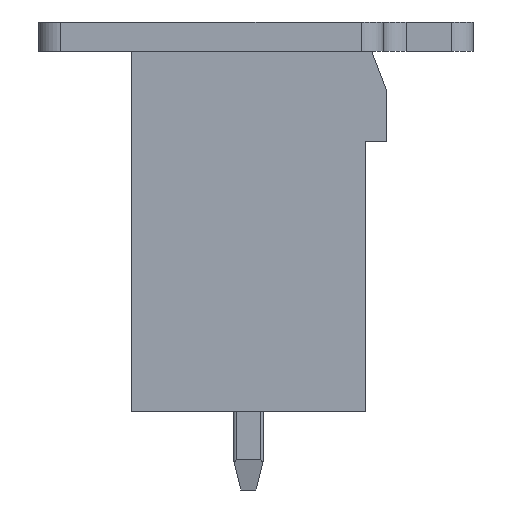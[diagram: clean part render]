
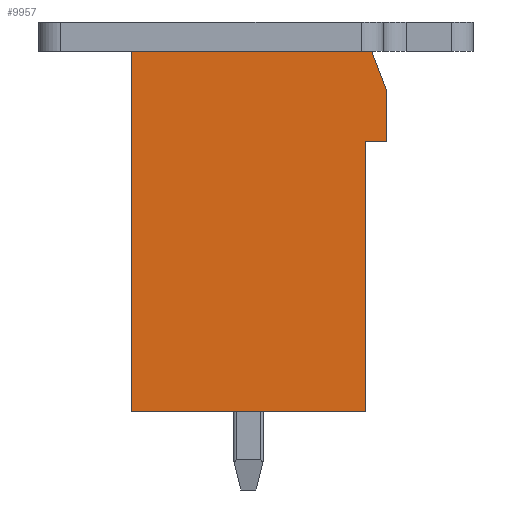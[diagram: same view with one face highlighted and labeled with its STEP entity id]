
A CAD part, left-side view. The second image highlights one B-rep face of the part: STEP entity #9957.
In plain terms, the highlighted planar face has unit normal (-1, 0, 0).
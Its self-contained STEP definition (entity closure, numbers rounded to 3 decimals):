
#2973=ORIENTED_EDGE('',*,*,#3757,.T.);
#2974=ORIENTED_EDGE('',*,*,#3800,.T.);
#2975=ORIENTED_EDGE('',*,*,#3826,.T.);
#2976=ORIENTED_EDGE('',*,*,#3269,.T.);
#2977=ORIENTED_EDGE('',*,*,#3842,.T.);
#2978=ORIENTED_EDGE('',*,*,#3839,.T.);
#2979=ORIENTED_EDGE('',*,*,#3838,.T.);
#3269=EDGE_CURVE('',#4672,#4671,#5575,.T.);
#3757=EDGE_CURVE('',#5082,#5084,#6001,.T.);
#3800=EDGE_CURVE('',#5084,#5108,#6036,.T.);
#3826=EDGE_CURVE('',#5108,#4672,#6062,.T.);
#3838=EDGE_CURVE('',#5126,#5082,#6074,.T.);
#3839=EDGE_CURVE('',#5127,#5126,#6075,.T.);
#3842=EDGE_CURVE('',#4671,#5127,#6078,.T.);
#4671=VERTEX_POINT('',#13441);
#4672=VERTEX_POINT('',#13443);
#5082=VERTEX_POINT('',#14456);
#5084=VERTEX_POINT('',#14460);
#5108=VERTEX_POINT('',#14533);
#5126=VERTEX_POINT('',#14582);
#5127=VERTEX_POINT('',#14595);
#5575=LINE('',#13442,#6705);
#6001=LINE('',#14461,#7131);
#6036=LINE('',#14534,#7166);
#6062=LINE('',#14577,#7192);
#6074=LINE('',#14592,#7204);
#6075=LINE('',#14594,#7205);
#6078=LINE('',#14600,#7208);
#6705=VECTOR('',#10808,1000.);
#7131=VECTOR('',#11482,1000.);
#7166=VECTOR('',#11545,1000.);
#7192=VECTOR('',#11573,1000.);
#7204=VECTOR('',#11587,1000.);
#7205=VECTOR('',#11590,1000.);
#7208=VECTOR('',#11595,1000.);
#8378=EDGE_LOOP('',(#2973,#2974,#2975,#2976,#2977,#2978,#2979));
#8984=FACE_BOUND('',#8378,.T.);
#9422=PLANE('',#10702);
#9957=ADVANCED_FACE('',(#8984),#9422,.T.);
#10702=AXIS2_PLACEMENT_3D('',#16242,#13131,#13132);
#10808=DIRECTION('',(0.,-1.,0.));
#11482=DIRECTION('',(0.,0.359,0.933));
#11545=DIRECTION('',(0.,1.,0.));
#11573=DIRECTION('',(0.,0.,-1.));
#11587=DIRECTION('',(0.,0.,1.));
#11590=DIRECTION('',(0.,-1.,0.));
#11595=DIRECTION('',(0.,0.,1.));
#13131=DIRECTION('',(-1.,0.,0.));
#13132=DIRECTION('',(0.,0.,1.));
#13441=CARTESIAN_POINT('',(-21.02,0.7,-6.));
#13442=CARTESIAN_POINT('',(-21.02,8.5,-6.));
#13443=CARTESIAN_POINT('',(-21.02,8.5,-6.));
#14456=CARTESIAN_POINT('',(-21.02,0.,4.7));
#14460=CARTESIAN_POINT('',(-21.02,0.5,6.));
#14461=CARTESIAN_POINT('',(-21.02,0.,4.7));
#14533=CARTESIAN_POINT('',(-21.02,8.5,6.));
#14534=CARTESIAN_POINT('',(-21.02,0.5,6.));
#14577=CARTESIAN_POINT('',(-21.02,8.5,6.));
#14582=CARTESIAN_POINT('',(-21.02,0.,3.));
#14592=CARTESIAN_POINT('',(-21.02,0.,3.));
#14594=CARTESIAN_POINT('',(-21.02,0.7,3.));
#14595=CARTESIAN_POINT('',(-21.02,0.7,3.));
#14600=CARTESIAN_POINT('',(-21.02,0.7,-6.));
#16242=CARTESIAN_POINT('',(-21.02,0.,0.));
